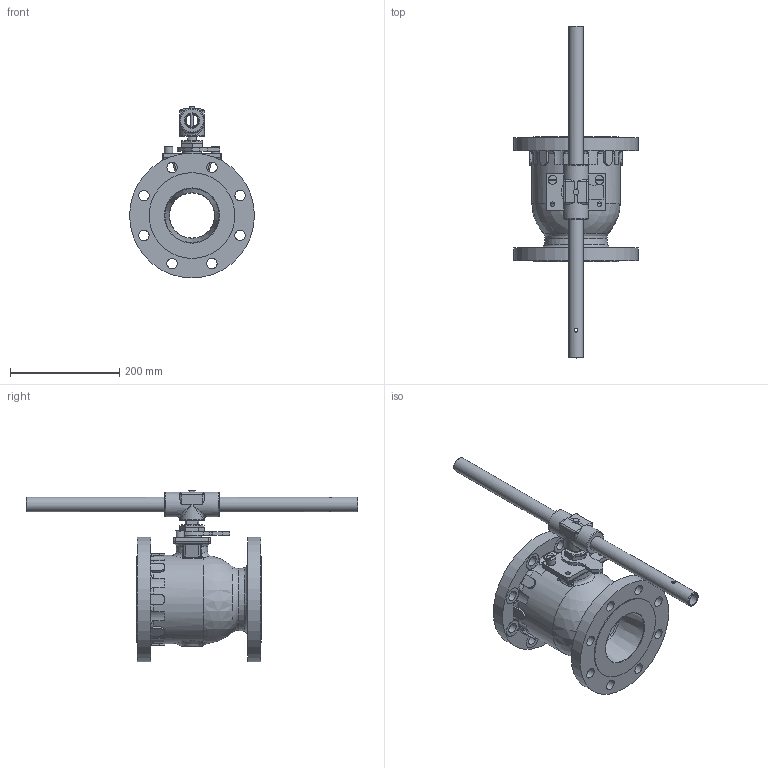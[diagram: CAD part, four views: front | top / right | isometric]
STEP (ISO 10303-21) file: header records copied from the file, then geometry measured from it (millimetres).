
FILE_DESCRIPTION((''),'2;1');
FILE_NAME('GA-F51-40-CL150-W-A-1.stp','2011-05-16T13:29:00',('jaday'),(''),'Autodesk Inventor 2009','Autodesk Inventor 2009','');
FILE_SCHEMA(('AUTOMOTIVE_DESIGN { 1 0 10303 214 1 1 1 1 }'));
Length unit declared in the file: millimetre
Products named in the file (9): GA-F51-40-CL150-W-A-1; GA-B05140-50100-A-1; GA-F51-30-STEM-BUILD-A-1; GA-51-30-041-A-1; GA-44-30-061-A-1; GA-51-30-031-A-1; GA-51-30-014-A-1; B00040-01026-A-1; M06-8-045-110-A-1
Assembly tree (9 placements, depth 2):
  GA-F51-40-CL150-W-A-1
    GA-B05140-50100-A-1
    GA-F51-30-STEM-BUILD-A-1
    GA-51-30-041-A-1
    GA-44-30-061-A-1
    GA-51-30-031-A-1  x2
    GA-51-30-014-A-1
    B00040-01026-A-1
    M06-8-045-110-A-1
Bounding box: 228.6 x 608 x 314.76 mm (x, y, z)
Volume: 4241543.4 mm3; surface area: 486113.7 mm2
Topology: 9 solids, 9 shells, 401 faces, 983 edges, 612 vertices
Faces by surface type: plane 155, cylinder 134, bspline 61, cone 34, sphere 11, torus 6
Full cylindrical faces by diameter (mm): 6 x1, 7 x5, 7.675 x2, 10 x2, 15.84 x2, 19 x16, 21.7 x1, 26.9 x1, 27.8 x2, 31.8 x8, 34 x1, 34.03 x2, 45 x2, 82.555 x1, 157.1 x2, 162 x1, 228.6 x2
Entity records: 18449 total; most frequent: CARTESIAN_POINT 9639, ORIENTED_EDGE 1726, DIRECTION 1725, EDGE_CURVE 863, AXIS2_PLACEMENT_3D 712, VERTEX_POINT 581, EDGE_LOOP 544, FACE_OUTER_BOUND 389
